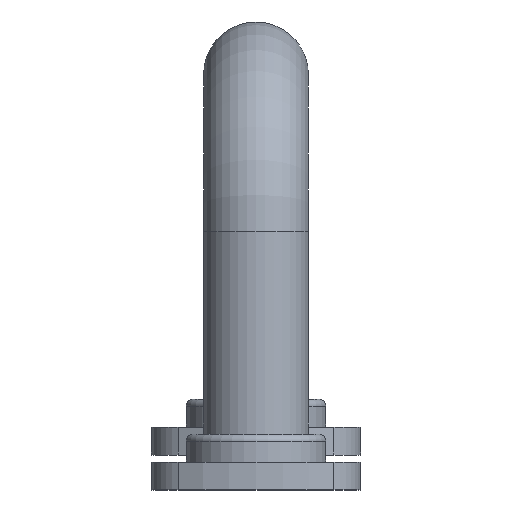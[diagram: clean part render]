
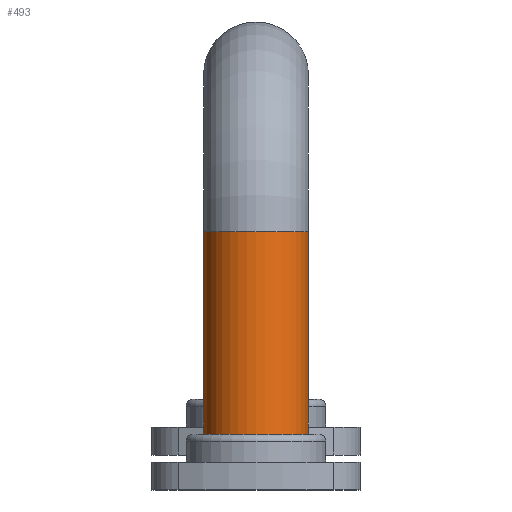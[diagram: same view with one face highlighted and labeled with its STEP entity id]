
A CAD part, left-side view. The second image highlights one B-rep face of the part: STEP entity #493.
In plain terms, the highlighted cylindrical face has radius 7.5 mm (diameter 15 mm), a full revolution.
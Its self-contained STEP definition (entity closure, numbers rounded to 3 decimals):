
#57=FACE_OUTER_BOUND('',#87,.T.);
#87=EDGE_LOOP('',(#338,#339,#340,#341,#342));
#128=LINE('',#861,#153);
#153=VECTOR('',#676,7.5);
#178=CIRCLE('',#590,7.5);
#179=CIRCLE('',#591,7.5);
#180=CIRCLE('',#592,7.5);
#223=VERTEX_POINT('',#858);
#224=VERTEX_POINT('',#860);
#225=VERTEX_POINT('',#862);
#268=EDGE_CURVE('',#223,#223,#178,.T.);
#269=EDGE_CURVE('',#223,#224,#128,.T.);
#270=EDGE_CURVE('',#225,#224,#179,.T.);
#271=EDGE_CURVE('',#224,#225,#180,.T.);
#338=ORIENTED_EDGE('',*,*,#268,.T.);
#339=ORIENTED_EDGE('',*,*,#269,.T.);
#340=ORIENTED_EDGE('',*,*,#270,.F.);
#341=ORIENTED_EDGE('',*,*,#271,.F.);
#342=ORIENTED_EDGE('',*,*,#269,.F.);
#478=CYLINDRICAL_SURFACE('',#589,7.5);
#493=ADVANCED_FACE('',(#57),#478,.T.);
#589=AXIS2_PLACEMENT_3D('',#857,#672,#673);
#590=AXIS2_PLACEMENT_3D('',#859,#674,#675);
#591=AXIS2_PLACEMENT_3D('',#863,#677,#678);
#592=AXIS2_PLACEMENT_3D('',#864,#679,#680);
#672=DIRECTION('center_axis',(0.,0.,-1.));
#673=DIRECTION('ref_axis',(1.,0.,0.));
#674=DIRECTION('center_axis',(0.,0.,1.));
#675=DIRECTION('ref_axis',(1.,0.,0.));
#676=DIRECTION('',(0.,0.,1.));
#677=DIRECTION('center_axis',(0.,0.,1.));
#678=DIRECTION('ref_axis',(1.,0.,0.));
#679=DIRECTION('center_axis',(0.,0.,1.));
#680=DIRECTION('ref_axis',(1.,0.,0.));
#857=CARTESIAN_POINT('Origin',(-215.,0.,32.));
#858=CARTESIAN_POINT('',(-222.5,0.,0.));
#859=CARTESIAN_POINT('Origin',(-215.,0.,0.));
#860=CARTESIAN_POINT('',(-222.5,0.,32.));
#861=CARTESIAN_POINT('',(-222.5,0.,32.));
#862=CARTESIAN_POINT('',(-207.5,0.,32.));
#863=CARTESIAN_POINT('Origin',(-215.,0.,32.));
#864=CARTESIAN_POINT('Origin',(-215.,0.,32.));
